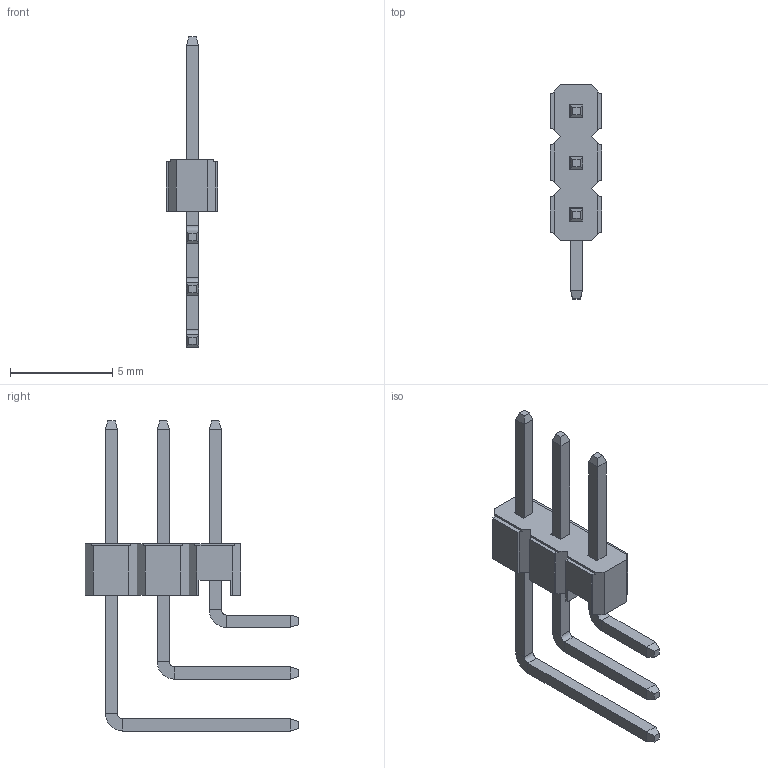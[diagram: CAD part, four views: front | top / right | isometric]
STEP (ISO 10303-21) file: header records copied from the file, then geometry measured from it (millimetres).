
FILE_DESCRIPTION (( 'STEP AP214' ), '1' );
FILE_NAME ('pinangled1x3.STEP', '2016-02-28T15:44:46', ( '' ), ( '' ), 'SwSTEP 2.0', 'SolidWorks 2015', '' );
FILE_SCHEMA (( 'AUTOMOTIVE_DESIGN' ));
Length unit declared in the file: millimetre
Products named in the file (5): 2.54_angle-pin; 2.54_base; 2.54_angle-pin_level 3; 2.54_angle-pin_level 2; pinangled1x3
Assembly tree (4 placements, depth 2):
  pinangled1x3
    2.54_base
    2.54_angle-pin
    2.54_angle-pin_level 2
    2.54_angle-pin_level 3
Bounding box: 2.54 x 10.47 x 15.18 mm (x, y, z)
Volume: 59.4 mm3; surface area: 241.8 mm2
Topology: 4 solids, 4 shells, 128 faces, 312 edges, 192 vertices
Faces by surface type: plane 122, cylinder 6
Entity records: 3834 total; most frequent: CARTESIAN_POINT 639, ORIENTED_EDGE 624, DIRECTION 594, EDGE_CURVE 312, LINE 300, VECTOR 300, VERTEX_POINT 192, AXIS2_PLACEMENT_3D 147
